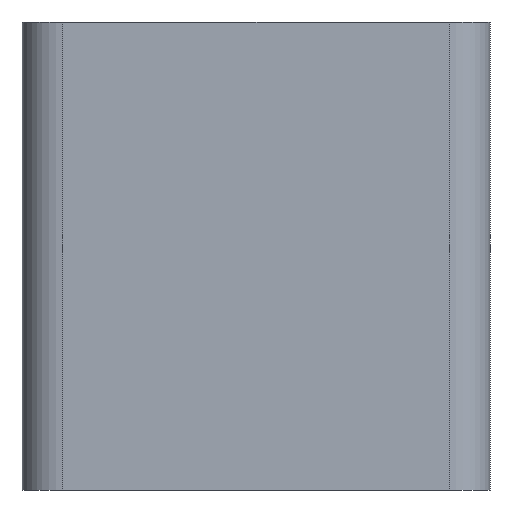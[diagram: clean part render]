
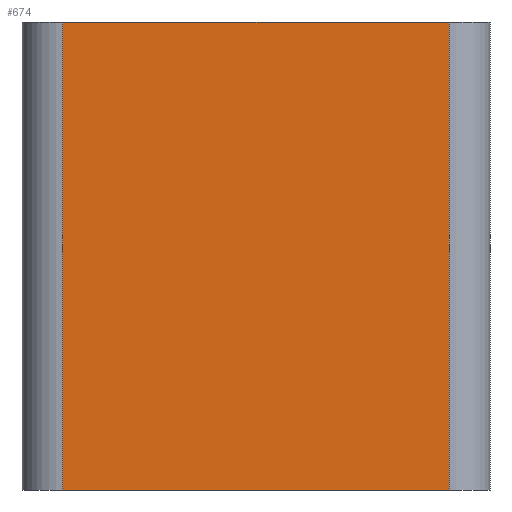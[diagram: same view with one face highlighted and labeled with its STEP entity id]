
A CAD part, left-side view. The second image highlights one B-rep face of the part: STEP entity #674.
In plain terms, the highlighted planar face has unit normal (-1, 0, 0).
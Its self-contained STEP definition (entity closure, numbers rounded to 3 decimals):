
#159=CARTESIAN_POINT('',(-40.,16.5,-20.0));
#160=VERTEX_POINT('',#159);
#161=CARTESIAN_POINT('',(-40.,-16.5,-20.0));
#162=VERTEX_POINT('',#161);
#163=CARTESIAN_POINT('',(-40.,16.5,-20.0));
#164=DIRECTION('',(0.0,-1.0,0.0));
#165=VECTOR('',#164,33.0);
#166=LINE('',#163,#165);
#167=EDGE_CURVE('',#160,#162,#166,.T.);
#420=CARTESIAN_POINT('',(-40.,16.5,20.0));
#421=VERTEX_POINT('',#420);
#429=CARTESIAN_POINT('',(-40.,-16.5,20.0));
#430=VERTEX_POINT('',#429);
#431=CARTESIAN_POINT('',(-40.,-16.5,20.0));
#432=DIRECTION('',(0.0,1.0,0.0));
#433=VECTOR('',#432,33.0);
#434=LINE('',#431,#433);
#435=EDGE_CURVE('',#430,#421,#434,.T.);
#647=CARTESIAN_POINT('',(-40.,-16.5,20.0));
#648=DIRECTION('',(0.0,0.0,-1.0));
#649=VECTOR('',#648,40.0);
#650=LINE('',#647,#649);
#651=EDGE_CURVE('',#430,#162,#650,.T.);
#658=CARTESIAN_POINT('',(-40.,-16.5,0.0));
#659=DIRECTION('',(-1.0,0.0,0.0));
#660=DIRECTION('',(0.0,0.0,1.0));
#661=AXIS2_PLACEMENT_3D('',#658,#659,#660);
#662=PLANE('',#661);
#663=ORIENTED_EDGE('',*,*,#435,.T.);
#664=CARTESIAN_POINT('',(-40.,16.5,-20.0));
#665=DIRECTION('',(0.0,0.0,1.0));
#666=VECTOR('',#665,40.0);
#667=LINE('',#664,#666);
#668=EDGE_CURVE('',#160,#421,#667,.T.);
#669=ORIENTED_EDGE('',*,*,#668,.F.);
#670=ORIENTED_EDGE('',*,*,#167,.T.);
#671=ORIENTED_EDGE('',*,*,#651,.F.);
#672=EDGE_LOOP('',(#663,#669,#670,#671));
#673=FACE_OUTER_BOUND('',#672,.T.);
#674=ADVANCED_FACE('',(#673),#662,.T.);
